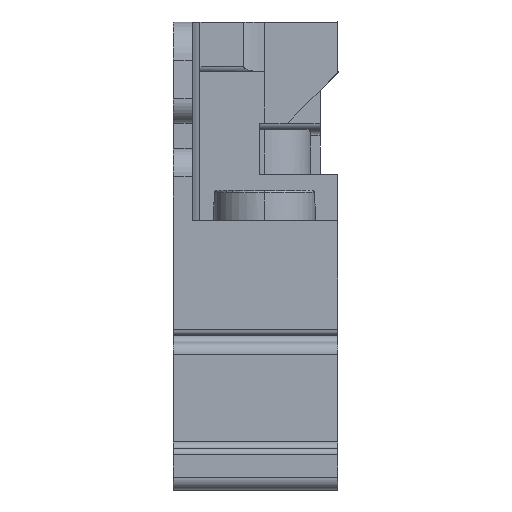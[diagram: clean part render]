
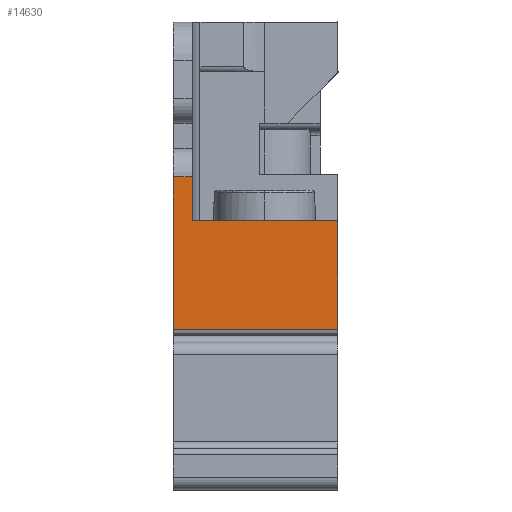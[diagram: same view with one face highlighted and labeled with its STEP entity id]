
A CAD part, left-side view. The second image highlights one B-rep face of the part: STEP entity #14630.
In plain terms, the highlighted planar face has unit normal (-1, 0, 0).
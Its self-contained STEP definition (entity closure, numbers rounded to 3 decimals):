
#30 = DIRECTION ( 'NONE',  ( 0., -1., 0. ) ) ;
#115 = DIRECTION ( 'NONE',  ( 0., -1., 0. ) ) ;
#484 = CARTESIAN_POINT ( 'NONE',  ( -38.85, 13., 18.15 ) ) ;
#903 = VECTOR ( 'NONE', #20817, 1000. ) ;
#1006 = VECTOR ( 'NONE', #115, 1000. ) ;
#3632 = CARTESIAN_POINT ( 'NONE',  ( -38.85, 11.5, 14.7 ) ) ;
#3798 = ORIENTED_EDGE ( 'NONE', *, *, #28206, .F. ) ;
#4002 = VERTEX_POINT ( 'NONE', #21577 ) ;
#4679 = CARTESIAN_POINT ( 'NONE',  ( -38.85, 13., 6.1 ) ) ;
#5006 = DIRECTION ( 'NONE',  ( 0., 0., 1. ) ) ;
#5160 = CARTESIAN_POINT ( 'NONE',  ( -38.85, 11.5, 21.7 ) ) ;
#6842 = ORIENTED_EDGE ( 'NONE', *, *, #8546, .F. ) ;
#6933 = LINE ( 'NONE', #11307, #903 ) ;
#6947 = VECTOR ( 'NONE', #30, 1000. ) ;
#8056 = DIRECTION ( 'NONE',  ( 1., 0., 0. ) ) ;
#8546 = EDGE_CURVE ( 'NONE', #20928, #26401, #6933, .T. ) ;
#9261 = VERTEX_POINT ( 'NONE', #3632 ) ;
#9771 = LINE ( 'NONE', #30757, #23605 ) ;
#10050 = LINE ( 'NONE', #26764, #6947 ) ;
#10156 = EDGE_CURVE ( 'NONE', #26401, #4002, #24508, .T. ) ;
#10575 = ORIENTED_EDGE ( 'NONE', *, *, #22998, .T. ) ;
#10860 = CARTESIAN_POINT ( 'NONE',  ( -38.85, 13., 6.1 ) ) ;
#11307 = CARTESIAN_POINT ( 'NONE',  ( -38.85, 13., 21.2 ) ) ;
#11671 = AXIS2_PLACEMENT_3D ( 'NONE', #24130, #8056, #24441 ) ;
#12137 = DIRECTION ( 'NONE',  ( 0., 0., 1. ) ) ;
#13072 = DIRECTION ( 'NONE',  ( 0., -1., 0. ) ) ;
#14630 = ADVANCED_FACE ( 'NONE', ( #14924 ), #28828, .F. ) ;
#14924 = FACE_OUTER_BOUND ( 'NONE', #30209, .T. ) ;
#15022 = VERTEX_POINT ( 'NONE', #25437 ) ;
#17418 = VECTOR ( 'NONE', #13072, 1000. ) ;
#18289 = VERTEX_POINT ( 'NONE', #28590 ) ;
#19834 = CARTESIAN_POINT ( 'NONE',  ( -38.85, 13., 18.15 ) ) ;
#20817 = DIRECTION ( 'NONE',  ( 0., 0., 1. ) ) ;
#20928 = VERTEX_POINT ( 'NONE', #4679 ) ;
#21445 = ORIENTED_EDGE ( 'NONE', *, *, #28074, .T. ) ;
#21577 = CARTESIAN_POINT ( 'NONE',  ( -38.85, 11.5, 18.15 ) ) ;
#22414 = ORIENTED_EDGE ( 'NONE', *, *, #10156, .F. ) ;
#22846 = EDGE_CURVE ( 'NONE', #9261, #4002, #26059, .T. ) ;
#22998 = EDGE_CURVE ( 'NONE', #18289, #15022, #9771, .T. ) ;
#23605 = VECTOR ( 'NONE', #12137, 1000. ) ;
#24130 = CARTESIAN_POINT ( 'NONE',  ( -38.85, 13., 21.7 ) ) ;
#24441 = DIRECTION ( 'NONE',  ( 0., 0., 1. ) ) ;
#24508 = LINE ( 'NONE', #19834, #1006 ) ;
#24931 = LINE ( 'NONE', #10860, #17418 ) ;
#25437 = CARTESIAN_POINT ( 'NONE',  ( -38.85, 0., 14.7 ) ) ;
#25695 = ORIENTED_EDGE ( 'NONE', *, *, #22846, .T. ) ;
#26059 = LINE ( 'NONE', #5160, #28571 ) ;
#26401 = VERTEX_POINT ( 'NONE', #484 ) ;
#26764 = CARTESIAN_POINT ( 'NONE',  ( -38.85, 10.9, 14.7 ) ) ;
#28074 = EDGE_CURVE ( 'NONE', #20928, #18289, #24931, .T. ) ;
#28206 = EDGE_CURVE ( 'NONE', #9261, #15022, #10050, .T. ) ;
#28571 = VECTOR ( 'NONE', #5006, 1000. ) ;
#28590 = CARTESIAN_POINT ( 'NONE',  ( -38.85, 0., 6.1 ) ) ;
#28828 = PLANE ( 'NONE',  #11671 ) ;
#30209 = EDGE_LOOP ( 'NONE', ( #10575, #3798, #25695, #22414, #6842, #21445 ) ) ;
#30757 = CARTESIAN_POINT ( 'NONE',  ( -38.85, 0., 21.7 ) ) ;
